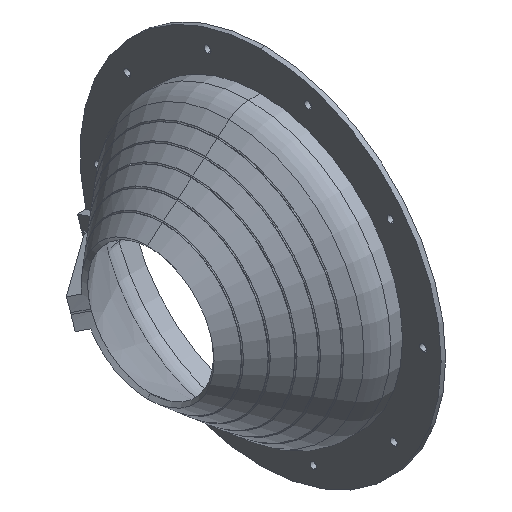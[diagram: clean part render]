
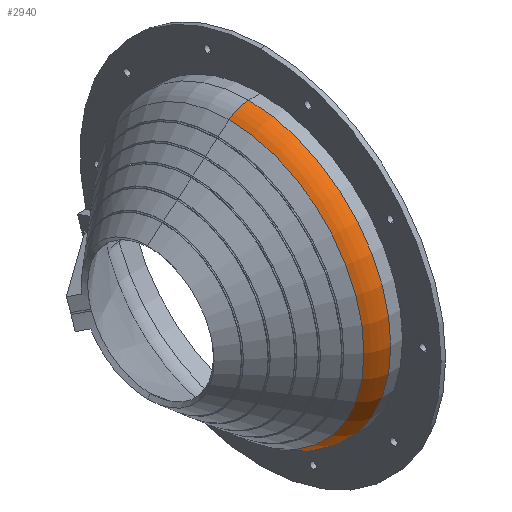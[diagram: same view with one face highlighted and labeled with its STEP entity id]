
A CAD part, isometric view. The second image highlights one B-rep face of the part: STEP entity #2940.
In plain terms, the highlighted toroidal (fillet/blend) face has major radius 73 mm and minor radius 20 mm.
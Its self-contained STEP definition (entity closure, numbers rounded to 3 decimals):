
#80 = CIRCLE ( 'NONE', #790, 20. ) ;
#83 = CIRCLE ( 'NONE', #791, 88.321 ) ;
#85 = CIRCLE ( 'NONE', #794, 93. ) ;
#86 = CIRCLE ( 'NONE', #793, 20. ) ;
#242 = TOROIDAL_SURFACE ( 'NONE', #3335, 73., 20. ) ;
#244 = FACE_OUTER_BOUND ( 'NONE', #2459, .T. ) ;
#475 = EDGE_CURVE ( 'NONE', #1447, #1328, #80, .T. ) ;
#476 = EDGE_CURVE ( 'NONE', #1447, #1393, #83, .T. ) ;
#479 = EDGE_CURVE ( 'NONE', #1393, #1421, #86, .T. ) ;
#480 = EDGE_CURVE ( 'NONE', #1421, #1328, #85, .T. ) ;
#594 = CARTESIAN_POINT ( 'NONE',  ( 9.324, 0., -88.321 ) ) ;
#627 = CARTESIAN_POINT ( 'NONE',  ( 22.179, 0., 93. ) ) ;
#650 = DIRECTION ( 'NONE',  ( 0., 0., -1. ) ) ;
#654 = DIRECTION ( 'NONE',  ( 1., 0., 0. ) ) ;
#655 = CARTESIAN_POINT ( 'NONE',  ( 22.179, 0., 0. ) ) ;
#659 = DIRECTION ( 'NONE',  ( 0., 1., 0. ) ) ;
#661 = CARTESIAN_POINT ( 'NONE',  ( 22.179, 0., 73. ) ) ;
#668 = DIRECTION ( 'NONE',  ( 0., 0., 1. ) ) ;
#669 = CARTESIAN_POINT ( 'NONE',  ( 9.324, 0., 88.321 ) ) ;
#717 = DIRECTION ( 'NONE',  ( 0., 0., 1. ) ) ;
#718 = DIRECTION ( 'NONE',  ( -1., 0., 0. ) ) ;
#722 = CARTESIAN_POINT ( 'NONE',  ( 9.324, 0., 0. ) ) ;
#748 = DIRECTION ( 'NONE',  ( 0., 0., -1. ) ) ;
#749 = CARTESIAN_POINT ( 'NONE',  ( 22.179, 0., -93. ) ) ;
#790 = AXIS2_PLACEMENT_3D ( 'NONE', #2472, #2476, #748 ) ;
#791 = AXIS2_PLACEMENT_3D ( 'NONE', #722, #718, #717 ) ;
#793 = AXIS2_PLACEMENT_3D ( 'NONE', #661, #659, #668 ) ;
#794 = AXIS2_PLACEMENT_3D ( 'NONE', #655, #654, #650 ) ;
#1247 = ORIENTED_EDGE ( 'NONE', *, *, #476, .F. ) ;
#1249 = ORIENTED_EDGE ( 'NONE', *, *, #480, .F. ) ;
#1256 = ORIENTED_EDGE ( 'NONE', *, *, #475, .T. ) ;
#1258 = ORIENTED_EDGE ( 'NONE', *, *, #479, .F. ) ;
#1328 = VERTEX_POINT ( 'NONE', #749 ) ;
#1393 = VERTEX_POINT ( 'NONE', #669 ) ;
#1421 = VERTEX_POINT ( 'NONE', #627 ) ;
#1447 = VERTEX_POINT ( 'NONE', #594 ) ;
#1491 = DIRECTION ( 'NONE',  ( 0., 0., -1. ) ) ;
#1495 = CARTESIAN_POINT ( 'NONE',  ( 22.179, 0., 0. ) ) ;
#1497 = DIRECTION ( 'NONE',  ( 1., 0., 0. ) ) ;
#2459 = EDGE_LOOP ( 'NONE', ( #1258, #1247, #1256, #1249 ) ) ;
#2472 = CARTESIAN_POINT ( 'NONE',  ( 22.179, 0., -73. ) ) ;
#2476 = DIRECTION ( 'NONE',  ( 0., -1., 0. ) ) ;
#2940 = ADVANCED_FACE ( 'NONE', ( #244 ), #242, .T. ) ;
#3335 = AXIS2_PLACEMENT_3D ( 'NONE', #1495, #1497, #1491 ) ;
